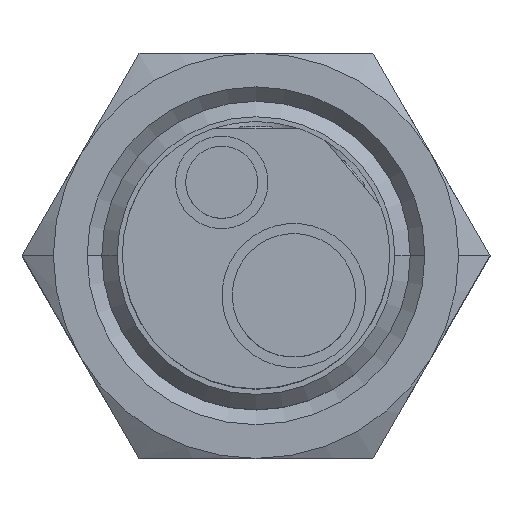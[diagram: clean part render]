
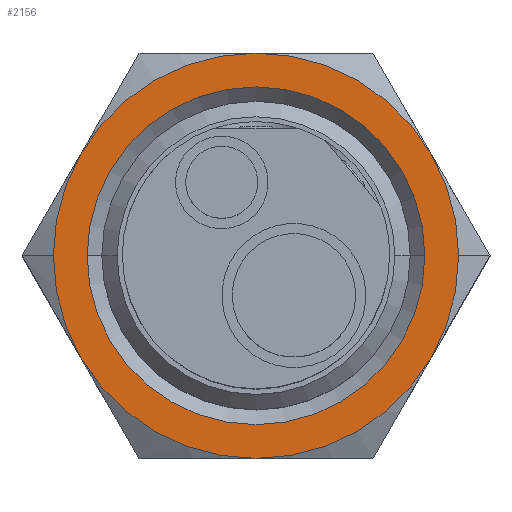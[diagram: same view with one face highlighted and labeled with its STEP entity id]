
A CAD part, top view. The second image highlights one B-rep face of the part: STEP entity #2156.
In plain terms, the highlighted face is planar.
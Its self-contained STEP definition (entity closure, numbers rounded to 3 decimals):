
#1661=CARTESIAN_POINT('',(0.,-5.474,0.));
#1662=DIRECTION('',(0.,-1.,0.));
#1663=DIRECTION('',(1.,0.,0.));
#1664=AXIS2_PLACEMENT_3D('',#1661,#1662,#1663);
#1666=CARTESIAN_POINT('',(0.,-5.474,0.));
#1667=DIRECTION('',(0.,-1.,0.));
#1668=DIRECTION('',(0.866,0.,-0.5));
#1669=AXIS2_PLACEMENT_3D('',#1666,#1667,#1668);
#1671=CARTESIAN_POINT('',(0.,-5.474,0.));
#1672=DIRECTION('',(0.,-1.,0.));
#1673=DIRECTION('',(0.,0.,-1.));
#1674=AXIS2_PLACEMENT_3D('',#1671,#1672,#1673);
#1676=CARTESIAN_POINT('',(0.,-5.474,0.));
#1677=DIRECTION('',(0.,-1.,0.));
#1678=DIRECTION('',(-0.866,0.,-0.5));
#1679=AXIS2_PLACEMENT_3D('',#1676,#1677,#1678);
#1681=CARTESIAN_POINT('',(0.,-5.474,0.));
#1682=DIRECTION('',(0.,-1.,0.));
#1683=DIRECTION('',(-1.,0.,0.));
#1684=AXIS2_PLACEMENT_3D('',#1681,#1682,#1683);
#1686=CARTESIAN_POINT('',(0.,-5.474,0.));
#1687=DIRECTION('',(0.,-1.,0.));
#1688=DIRECTION('',(-0.866,0.,0.5));
#1689=AXIS2_PLACEMENT_3D('',#1686,#1687,#1688);
#1691=CARTESIAN_POINT('',(0.,-5.474,0.));
#1692=DIRECTION('',(0.,-1.,0.));
#1693=DIRECTION('',(0.,0.,1.));
#1694=AXIS2_PLACEMENT_3D('',#1691,#1692,#1693);
#1696=CARTESIAN_POINT('',(0.,-5.474,0.));
#1697=DIRECTION('',(0.,-1.,0.));
#1698=DIRECTION('',(0.866,0.,0.5));
#1699=AXIS2_PLACEMENT_3D('',#1696,#1697,#1698);
#1701=CARTESIAN_POINT('',(0.,-5.474,0.));
#1702=DIRECTION('',(0.,1.,0.));
#1703=DIRECTION('',(1.,0.,0.));
#1704=AXIS2_PLACEMENT_3D('',#1701,#1702,#1703);
#1706=CARTESIAN_POINT('',(0.,-5.474,0.));
#1707=DIRECTION('',(0.,1.,0.));
#1708=DIRECTION('',(-1.,0.,0.));
#1709=AXIS2_PLACEMENT_3D('',#1706,#1707,#1708);
#1775=CARTESIAN_POINT('',(0.,-5.474,-19.707));
#1792=CARTESIAN_POINT('',(-17.066,-5.474,
-9.853));
#1912=CARTESIAN_POINT('',(0.,-5.474,19.707));
#1934=CARTESIAN_POINT('',(-17.066,-5.474,
9.853));
#2044=CARTESIAN_POINT('',(16.422,-5.474,0.));
#2046=VERTEX_POINT('',#2044);
#2047=CARTESIAN_POINT('',(-16.422,-5.474,0.));
#2048=VERTEX_POINT('',#2047);
#2071=CARTESIAN_POINT('',(19.707,-5.474,0.));
#2073=VERTEX_POINT('',#2071);
#2074=CARTESIAN_POINT('',(17.066,-5.474,
-9.853));
#2075=VERTEX_POINT('',#2074);
#2076=CARTESIAN_POINT('',(-19.707,-5.474,0.));
#2078=VERTEX_POINT('',#2076);
#2080=VERTEX_POINT('',#1792);
#2082=VERTEX_POINT('',#1912);
#2083=CARTESIAN_POINT('',(17.066,-5.474,9.853));
#2084=VERTEX_POINT('',#2083);
#2086=VERTEX_POINT('',#1934);
#2088=VERTEX_POINT('',#1775);
#2129=CARTESIAN_POINT('',(18.064,-5.474,0.));
#2130=DIRECTION('',(0.,-1.,0.));
#2131=DIRECTION('',(-1.,0.,0.));
#2132=AXIS2_PLACEMENT_3D('',#2129,#2130,#2131);
#2133=PLANE('',#2132);
#2135=ORIENTED_EDGE('',*,*,#2134,.F.);
#2137=ORIENTED_EDGE('',*,*,#2136,.F.);
#2139=ORIENTED_EDGE('',*,*,#2138,.F.);
#2141=ORIENTED_EDGE('',*,*,#2140,.F.);
#2143=ORIENTED_EDGE('',*,*,#2142,.F.);
#2145=ORIENTED_EDGE('',*,*,#2144,.F.);
#2147=ORIENTED_EDGE('',*,*,#2146,.F.);
#2149=ORIENTED_EDGE('',*,*,#2148,.F.);
#2150=EDGE_LOOP('',(#2135,#2137,#2139,#2141,#2143,#2145,#2147,#2149));
#2151=FACE_OUTER_BOUND('',#2150,.F.);
#2152=ORIENTED_EDGE('',*,*,#2121,.F.);
#2153=ORIENTED_EDGE('',*,*,#2110,.F.);
#2154=EDGE_LOOP('',(#2152,#2153));
#2155=FACE_BOUND('',#2154,.F.);
#2156=ADVANCED_FACE('',(#2151,#2155),#2133,.T.);
#1665=CIRCLE('',#1664,19.707);
#1670=CIRCLE('',#1669,19.707);
#1675=CIRCLE('',#1674,19.707);
#1680=CIRCLE('',#1679,19.707);
#1685=CIRCLE('',#1684,19.707);
#1690=CIRCLE('',#1689,19.707);
#1695=CIRCLE('',#1694,19.707);
#1700=CIRCLE('',#1699,19.707);
#1705=CIRCLE('',#1704,16.422);
#1710=CIRCLE('',#1709,16.422);
#2110=EDGE_CURVE('',#2048,#2046,#1710,.T.);
#2121=EDGE_CURVE('',#2046,#2048,#1705,.T.);
#2134=EDGE_CURVE('',#2073,#2084,#1665,.T.);
#2136=EDGE_CURVE('',#2075,#2073,#1670,.T.);
#2138=EDGE_CURVE('',#2088,#2075,#1675,.T.);
#2140=EDGE_CURVE('',#2080,#2088,#1680,.T.);
#2142=EDGE_CURVE('',#2078,#2080,#1685,.T.);
#2144=EDGE_CURVE('',#2086,#2078,#1690,.T.);
#2146=EDGE_CURVE('',#2082,#2086,#1695,.T.);
#2148=EDGE_CURVE('',#2084,#2082,#1700,.T.);
